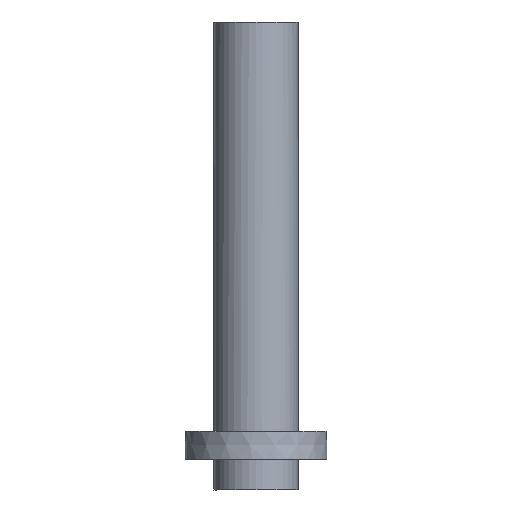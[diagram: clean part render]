
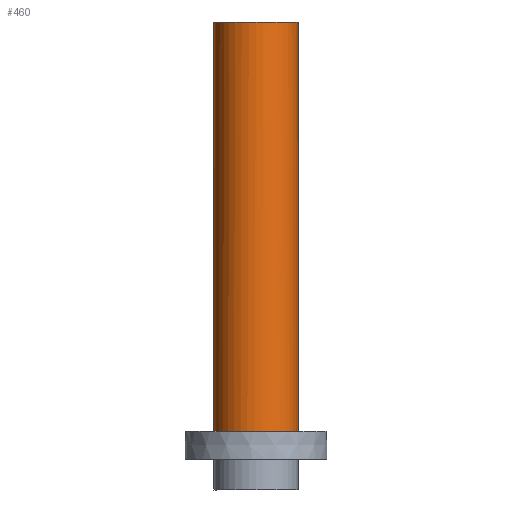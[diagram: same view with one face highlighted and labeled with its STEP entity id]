
A CAD part, left-side view. The second image highlights one B-rep face of the part: STEP entity #460.
In plain terms, the highlighted cylindrical face has radius 45 mm (diameter 90 mm), a partial arc.
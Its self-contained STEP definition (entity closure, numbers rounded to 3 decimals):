
#10=CARTESIAN_POINT('',(37.39,218.857,
69.636));
#20=DIRECTION('',(0.,0.,-1.));
#30=DIRECTION('',(0.,1.,
0.));
#40=AXIS2_PLACEMENT_3D('',#10,#20,#30);
#50=CYLINDRICAL_SURFACE('',#40,45.);
#60=CARTESIAN_POINT('',(37.392,173.857,
69.636));
#70=DIRECTION('',(0.,0.,-1.));
#80=VECTOR('',#70,1.);
#90=LINE('',#60,#80);
#100=CARTESIAN_POINT('',(37.392,173.857,
459.636));
#110=VERTEX_POINT('',#100);
#120=CARTESIAN_POINT('',(37.392,173.857,
19.636));
#130=VERTEX_POINT('',#120);
#140=EDGE_CURVE('',#110,#130,#90,.T.);
#150=ORIENTED_EDGE('',*,*,#140,.F.);
#160=CARTESIAN_POINT('',(37.39,218.857,
19.636));
#170=DIRECTION('',(0.,0.,-1.));
#180=DIRECTION('',(0.,1.,
0.));
#190=AXIS2_PLACEMENT_3D('',#160,#170,#180);
#200=CIRCLE('',#190,45.);
#210=CARTESIAN_POINT('',(-7.197,212.78,
19.636));
#220=VERTEX_POINT('',#210);
#230=EDGE_CURVE('',#130,#220,#200,.T.);
#240=ORIENTED_EDGE('',*,*,#230,.F.);
#250=CARTESIAN_POINT('',(37.388,263.857,
19.636));
#260=VERTEX_POINT('',#250);
#270=EDGE_CURVE('',#220,#260,#200,.T.);
#280=ORIENTED_EDGE('',*,*,#270,.F.);
#290=CARTESIAN_POINT('',(37.388,263.857,
69.636));
#300=DIRECTION('',(0.,0.,-1.));
#310=VECTOR('',#300,1.);
#320=LINE('',#290,#310);
#330=CARTESIAN_POINT('',(37.388,263.857,
459.636));
#340=VERTEX_POINT('',#330);
#350=EDGE_CURVE('',#340,#260,#320,.T.);
#360=ORIENTED_EDGE('',*,*,#350,.T.);
#370=CARTESIAN_POINT('',(37.39,218.857,
459.636));
#380=DIRECTION('',(0.,0.,-1.));
#390=DIRECTION('',(0.,1.,
0.));
#400=AXIS2_PLACEMENT_3D('',#370,#380,#390);
#410=CIRCLE('',#400,45.);
#420=EDGE_CURVE('',#110,#340,#410,.T.);
#430=ORIENTED_EDGE('',*,*,#420,.T.);
#440=EDGE_LOOP('',(#430,#360,#280,#240,#150));
#450=FACE_OUTER_BOUND('',#440,.T.);
#460=ADVANCED_FACE('',(#450),#50,.T.);
